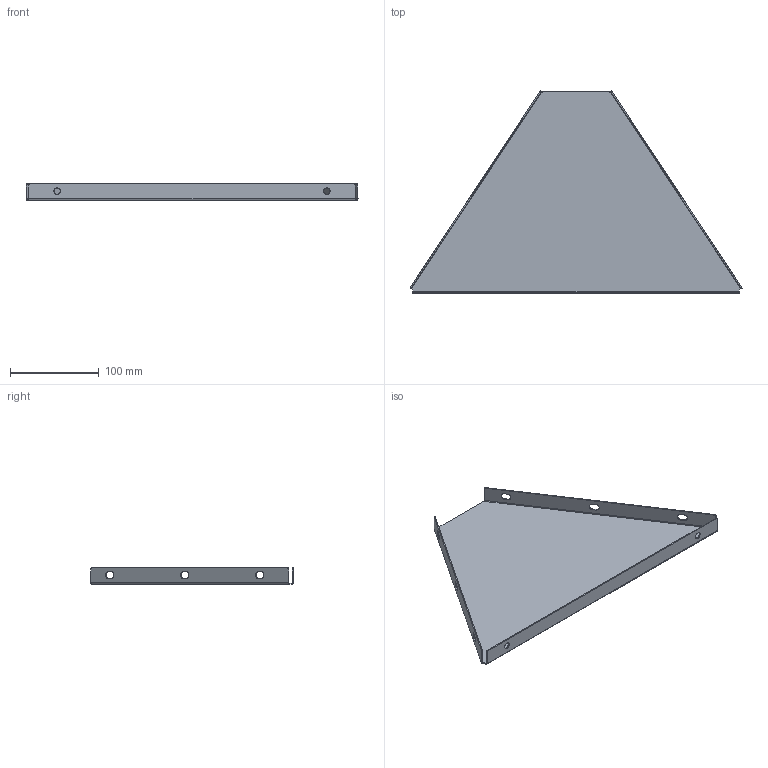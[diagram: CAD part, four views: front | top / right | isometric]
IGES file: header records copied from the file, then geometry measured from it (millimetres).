
Start section: SolidWorks IGES file using analytic representation for surfaces
Global section: file name: D1001365-v5_AdLIGO_AOS_ARM Cavity Baffle Middle Reinforcing Plate.IGS; native system: SolidWorks 2010; preprocessor: SolidWorks 2010; author: tnguyen; date: 110920.142813; units: inch
Bounding box: 375 x 228.71 x 19.05 mm (x, y, z)
Surface area: 137358.3 mm2 (no closed solid volume)
Topology: 0 solids, 0 shells, 80 faces, 1032 edges, 1032 vertices
Faces by surface type: bspline 46, revolution 34
